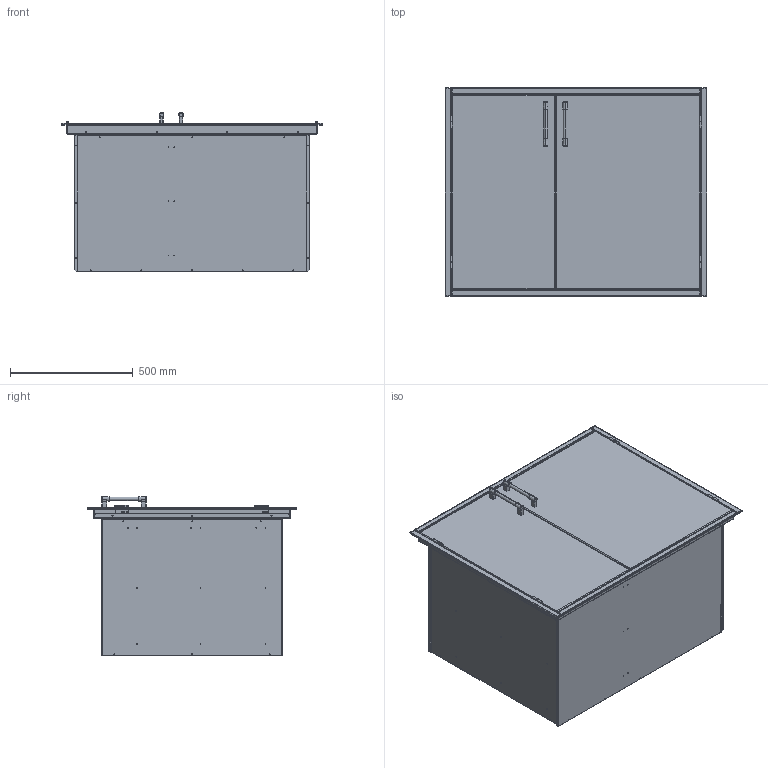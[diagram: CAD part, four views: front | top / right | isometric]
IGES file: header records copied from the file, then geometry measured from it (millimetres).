
Start section: SolidWorks IGES file using analytic representation for surfaces
Global section: file name: AXEDSP-42H.IGS; native system: SolidWorks 2017; preprocessor: SolidWorks 2017; author: jorge; date: 181004.140918; units: inch
Bounding box: 1066.8 x 848.36 x 647.57 mm (x, y, z)
Surface area: 3575936.8 mm2 (no closed solid volume)
Topology: 0 solids, 0 shells, 364 faces, 4432 edges, 4426 vertices
Faces by surface type: bspline 189, revolution 175
